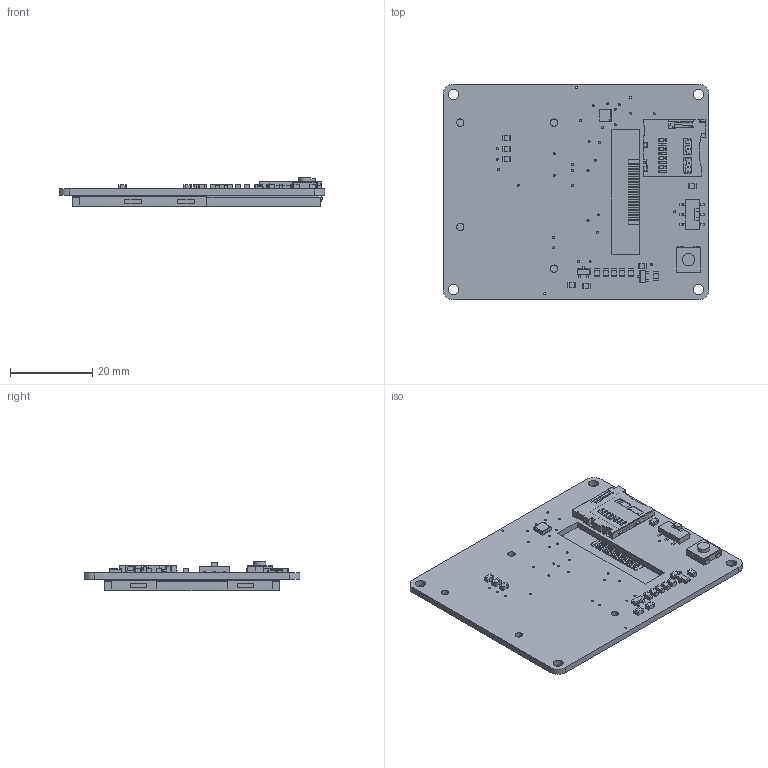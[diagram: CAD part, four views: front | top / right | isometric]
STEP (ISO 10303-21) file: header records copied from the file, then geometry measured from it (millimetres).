
FILE_DESCRIPTION(/* description */ (''),/* implementation_level */ '2;1');
FILE_NAME(/* name */ 'Adafruit 2.4in TFT FeatherWing v2.step',/* time_stamp */ '2022-03-07T14:35:34-05:00',/* author */ (''),/* organization */ (''),/* preprocessor_version */ 'ST-DEVELOPER v18.1',/* originating_system */ 'Autodesk Translation Framework v10.13.0.1454',/* authorisation */ '');
FILE_SCHEMA (('AUTOMOTIVE_DESIGN { 1 0 10303 214 3 1 1 }'));
Length unit declared in the file: millimetre
Products named in the file (11): Adafruit 2.4in TFT FeatherWing; PCB Component; Board; 100K; DISP_LCD_240X320_50PIN-2.4IN; MicroSD Holder; APX803; STMPE811; BSS138; EVQQ2; Slide Switch
Assembly tree (22 placements, depth 3):
  Adafruit 2.4in TFT FeatherWing
    PCB Component
      Board
      100K  x13
      DISP_LCD_240X320_50PIN-2.4IN
      MicroSD Holder
      APX803
      STMPE811
      BSS138
      EVQQ2
      Slide Switch
Bounding box: 64.77 x 52.58 x 7.11 mm (x, y, z)
Volume: 10038 mm3; surface area: 15840.7 mm2
Topology: 66 solids, 66 shells, 1656 faces, 4419 edges, 2923 vertices
Faces by surface type: plane 1350, cylinder 298, bspline 6, cone 2
Full cylindrical faces by diameter (mm): 0.3 x1, 0.5 x38, 0.8 x2, 1 x2, 1.8 x4, 2.5 x4, 3 x1
Entity records: 47924 total; most frequent: CARTESIAN_POINT 8289, ORIENTED_EDGE 7974, DIRECTION 7606, EDGE_CURVE 3987, LINE 3370, VECTOR 3370, VERTEX_POINT 2635, AXIS2_PLACEMENT_3D 2118
